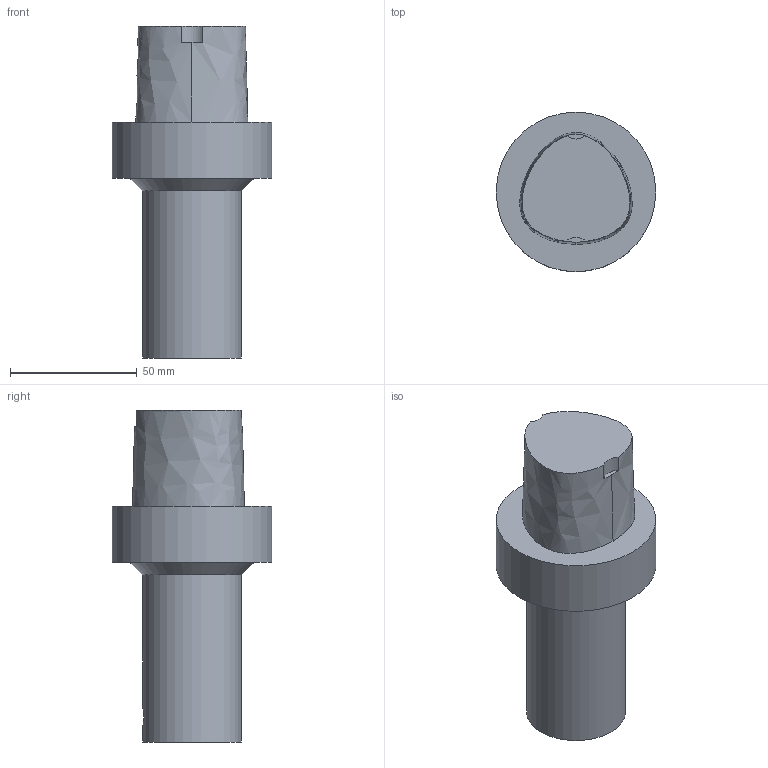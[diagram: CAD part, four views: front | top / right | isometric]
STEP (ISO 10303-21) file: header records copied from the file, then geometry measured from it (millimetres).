
FILE_DESCRIPTION((''),'1');
FILE_NAME('C6-CKB4-93.stp','2022-09-14T05:09:17',(''),(''),'Spatial Interop R21 SP3','Kubotek KeyCreator 2011 V10.0.2 (22737)',' ');
FILE_SCHEMA(('automotive_design'));
Length unit declared in the file: millimetre
Products named in the file (1): 240[2]
Bounding box: 62.98 x 62.98 x 131 mm (x, y, z)
Volume: 200045.1 mm3; surface area: 25820 mm2
Topology: 1 solids, 1 shells, 17 faces, 35 edges, 23 vertices
Faces by surface type: plane 8, cylinder 6, bspline 2, cone 1
Full cylindrical faces by diameter (mm): 8.3 x1, 22 x1, 39 x1, 62.985 x1
Entity records: 1448 total; most frequent: CARTESIAN_POINT 764, PRESENTATION_STYLE_ASSIGNMENT 64, COLOUR_RGB 64, DIRECTION 58, ORIENTED_EDGE 56, STYLED_ITEM 46, CURVE_STYLE 46, DRAUGHTING_PRE_DEFINED_CURVE_FONT 46
